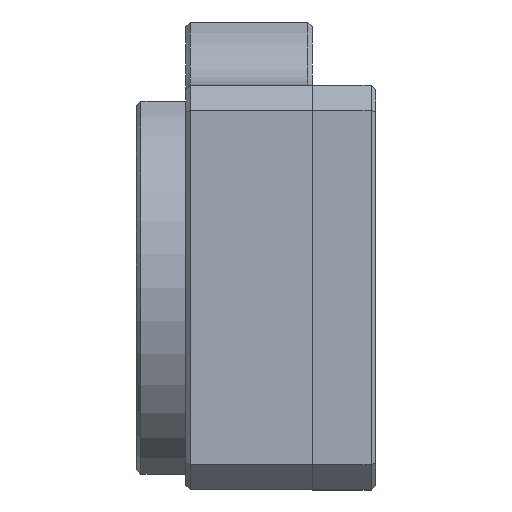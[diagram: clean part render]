
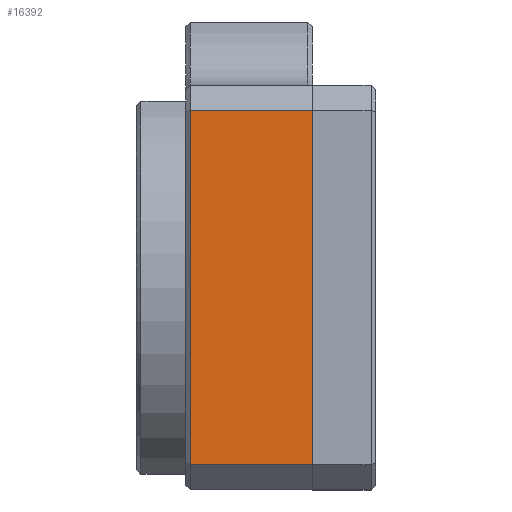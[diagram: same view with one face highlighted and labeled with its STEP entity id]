
A CAD part, left-side view. The second image highlights one B-rep face of the part: STEP entity #16392.
In plain terms, the highlighted planar face has unit normal (-1, 0, 0).
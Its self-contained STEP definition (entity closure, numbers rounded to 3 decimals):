
#229 = LINE ( 'NONE', #24803, #29020 ) ;
#1949 = CARTESIAN_POINT ( 'NONE',  ( -44., 9., 16. ) ) ;
#2083 = ORIENTED_EDGE ( 'NONE', *, *, #15956, .T. ) ;
#2378 = CARTESIAN_POINT ( 'NONE',  ( -44., 9., 14. ) ) ;
#4318 = DIRECTION ( 'NONE',  ( 1., 0., 0. ) ) ;
#4716 = DIRECTION ( 'NONE',  ( 0., 1., 0. ) ) ;
#5131 = VERTEX_POINT ( 'NONE', #17568 ) ;
#5652 = DIRECTION ( 'NONE',  ( 0., -1., 0. ) ) ;
#5864 = EDGE_CURVE ( 'NONE', #23353, #5131, #27154, .T. ) ;
#5965 = VERTEX_POINT ( 'NONE', #13077 ) ;
#6406 = FACE_OUTER_BOUND ( 'NONE', #21416, .T. ) ;
#6431 = ORIENTED_EDGE ( 'NONE', *, *, #5864, .T. ) ;
#7400 = EDGE_CURVE ( 'NONE', #5965, #17008, #26713, .T. ) ;
#8824 = ORIENTED_EDGE ( 'NONE', *, *, #7400, .T. ) ;
#12811 = CARTESIAN_POINT ( 'NONE',  ( -44., 8.65, -14. ) ) ;
#13077 = CARTESIAN_POINT ( 'NONE',  ( -44., -1., 14. ) ) ;
#14381 = ORIENTED_EDGE ( 'NONE', *, *, #14973, .F. ) ;
#14792 = DIRECTION ( 'NONE',  ( 0., 0., -1. ) ) ;
#14973 = EDGE_CURVE ( 'NONE', #5965, #5131, #16074, .T. ) ;
#15956 = EDGE_CURVE ( 'NONE', #17008, #23353, #229, .T. ) ;
#16074 = LINE ( 'NONE', #19239, #21337 ) ;
#16392 = ADVANCED_FACE ( 'NONE', ( #6406 ), #24564, .F. ) ;
#17008 = VERTEX_POINT ( 'NONE', #29127 ) ;
#17024 = AXIS2_PLACEMENT_3D ( 'NONE', #1949, #4318, #20153 ) ;
#17343 = VECTOR ( 'NONE', #5652, 1000. ) ;
#17568 = CARTESIAN_POINT ( 'NONE',  ( -44., -1., -14. ) ) ;
#19239 = CARTESIAN_POINT ( 'NONE',  ( -44., -1., 14. ) ) ;
#20153 = DIRECTION ( 'NONE',  ( 0., 0., -1. ) ) ;
#20181 = DIRECTION ( 'NONE',  ( 0., 0., -1. ) ) ;
#20596 = VECTOR ( 'NONE', #4716, 1000. ) ;
#21337 = VECTOR ( 'NONE', #14792, 1000. ) ;
#21416 = EDGE_LOOP ( 'NONE', ( #8824, #2083, #6431, #14381 ) ) ;
#23353 = VERTEX_POINT ( 'NONE', #12811 ) ;
#24564 = PLANE ( 'NONE',  #17024 ) ;
#24803 = CARTESIAN_POINT ( 'NONE',  ( -44., 8.65, 16. ) ) ;
#26713 = LINE ( 'NONE', #2378, #20596 ) ;
#27154 = LINE ( 'NONE', #28193, #17343 ) ;
#28193 = CARTESIAN_POINT ( 'NONE',  ( -44., 9., -14. ) ) ;
#29020 = VECTOR ( 'NONE', #20181, 1000. ) ;
#29127 = CARTESIAN_POINT ( 'NONE',  ( -44., 8.65, 14. ) ) ;
